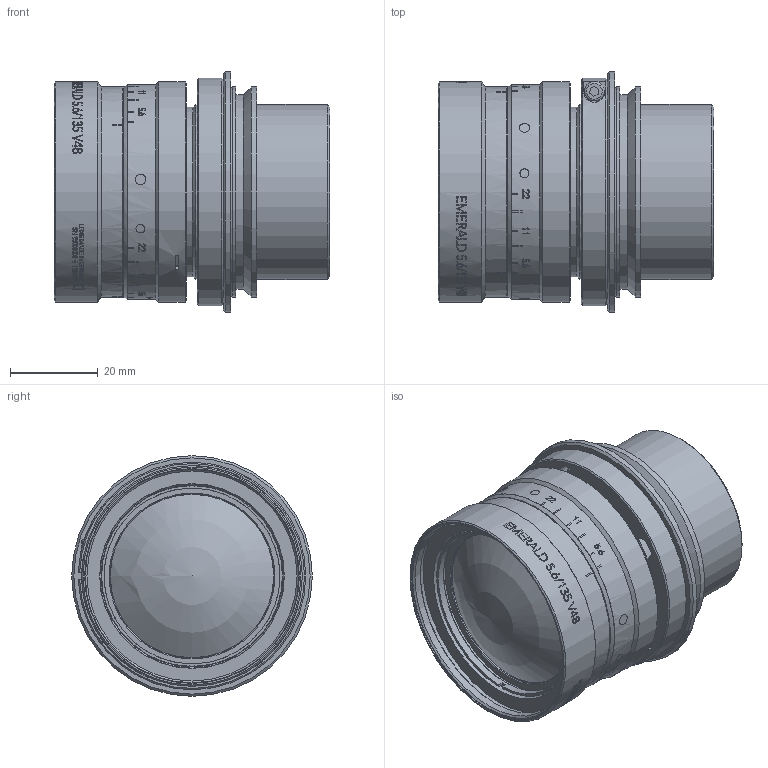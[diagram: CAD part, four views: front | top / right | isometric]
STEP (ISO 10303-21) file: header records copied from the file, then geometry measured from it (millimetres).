
FILE_DESCRIPTION(/* description */ (''),/* implementation_level */ '2;1');
FILE_NAME(/* name */ '1104199_00167354_001.stp',/* time_stamp */ '2022-01-21T13:28:24+01:00',/* author */ (''),/* organization */ (''),/* preprocessor_version */ 'ST-DEVELOPER v16',/* originating_system */ 'SIEMENS PLM Software NX 10.0',/* authorisation */ '');
FILE_SCHEMA (('AP203_CONFIGURATION_CONTROLLED_3D_DESIGN_OF_MECHANICAL_PARTS_AND_ASSEMBLIES_MIM_LF { 1 0 10303 403 2 1 2}'));
Length unit declared in the file: millimetre
Products named in the file (1): Linn2ECCD8AF1wym
Bounding box: 63.03 x 55 x 55 mm (x, y, z)
Volume: 81402.3 mm3; surface area: 30686.1 mm2
Topology: 1 solids, 5 shells, 467 faces, 1690 edges, 1370 vertices
Faces by surface type: cylinder 252, plane 157, cone 49, torus 7, sphere 2
Full cylindrical faces by diameter (mm): 1.175 x1, 1.321 x1, 1.9 x4, 2.05 x4, 2.5 x1, 2.7 x4, 2.8 x1, 29 x1, 31.7 x1, 32.5 x1, 32.8 x1, 33.1 x1, 33.7 x1, 33.8 x1, 36 x1, 36.4 x1, 37.5 x1, 38.72 x1, 40 x3, 40.1 x1, 40.2 x1, 41 x1, 41.3 x1, 41.6 x1, 42.2 x1, 44.4 x1, 47.356 x2, 47.4 x1, 48 x4, 48.003 x1
Entity records: 21110 total; most frequent: CARTESIAN_POINT 7739, ORIENTED_EDGE 3129, DIRECTION 2072, EDGE_CURVE 1568, VERTEX_POINT 1334, AXIS2_PLACEMENT_3D 854, B_SPLINE_CURVE_WITH_KNOTS 818, EDGE_LOOP 721
